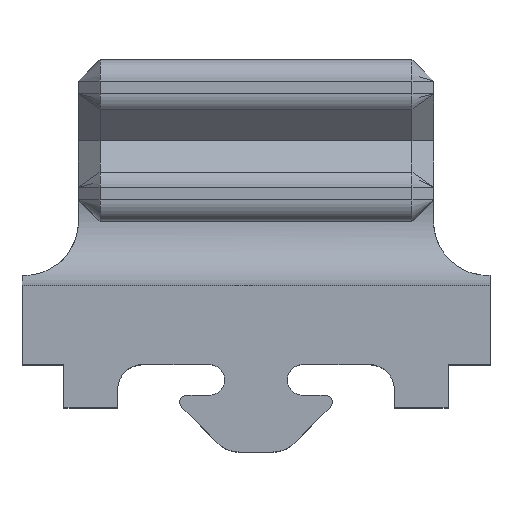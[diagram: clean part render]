
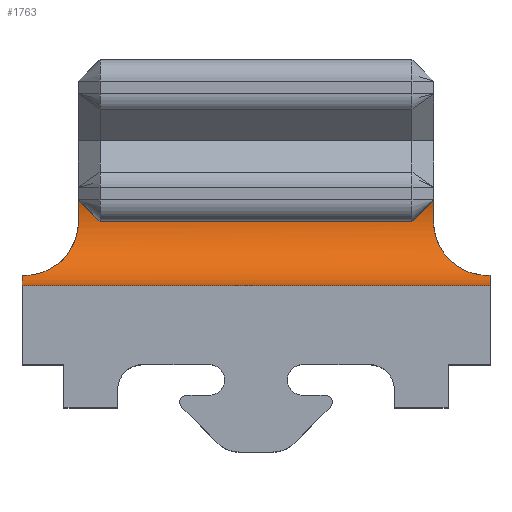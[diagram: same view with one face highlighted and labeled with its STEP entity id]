
A CAD part, top view. The second image highlights one B-rep face of the part: STEP entity #1763.
In plain terms, the highlighted cylindrical face has radius 6 mm (diameter 12 mm), a partial arc.
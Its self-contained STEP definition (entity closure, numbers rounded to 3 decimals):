
#17=B_SPLINE_CURVE_WITH_KNOTS('',3,(#2770,#2771,#2772,#2773,#2774,#2775,
#2776,#2777,#2778,#2779,#2780,#2781,#2782,#2783),.UNSPECIFIED.,.F.,.F.,
(4,2,2,2,2,2,4),(0.814,1.014,1.215,1.423,
1.528,1.632,1.656),.UNSPECIFIED.);
#18=B_SPLINE_CURVE_WITH_KNOTS('',3,(#2791,#2792,#2793,#2794,#2795,#2796,
#2797,#2798,#2799,#2800,#2801,#2802,#2803,#2804,#2805),.UNSPECIFIED.,.F.,
 .F.,(4,3,2,2,2,2,4),(3.241,3.264,3.369,
3.473,3.682,3.882,4.083),
 .UNSPECIFIED.);
#31=CYLINDRICAL_SURFACE('',#1910,6.);
#52=ELLIPSE('',#1862,8.485,6.);
#53=ELLIPSE('',#1881,8.485,6.);
#66=CIRCLE('',#1893,6.);
#67=CIRCLE('',#1896,6.);
#80=CIRCLE('',#1911,6.);
#81=CIRCLE('',#1912,6.);
#176=FACE_OUTER_BOUND('',#285,.T.);
#285=EDGE_LOOP('',(#1317,#1318,#1319,#1320,#1321,#1322,#1323,#1324,#1325,
#1326,#1327,#1328));
#397=LINE('',#2652,#584);
#422=LINE('',#2706,#609);
#441=LINE('',#2787,#628);
#442=LINE('',#2806,#629);
#584=VECTOR('',#2118,10.);
#609=VECTOR('',#2173,10.);
#628=VECTOR('',#2226,10.);
#629=VECTOR('',#2229,10.);
#751=VERTEX_POINT('',#2605);
#752=VERTEX_POINT('',#2606);
#763=VERTEX_POINT('',#2651);
#764=VERTEX_POINT('',#2655);
#772=VERTEX_POINT('',#2693);
#775=VERTEX_POINT('',#2700);
#777=VERTEX_POINT('',#2704);
#806=VERTEX_POINT('',#2769);
#807=VERTEX_POINT('',#2784);
#808=VERTEX_POINT('',#2786);
#809=VERTEX_POINT('',#2788);
#810=VERTEX_POINT('',#2790);
#909=EDGE_CURVE('',#751,#752,#52,.F.);
#932=EDGE_CURVE('',#763,#752,#397,.T.);
#934=EDGE_CURVE('',#764,#763,#53,.T.);
#953=EDGE_CURVE('',#772,#764,#66,.T.);
#959=EDGE_CURVE('',#775,#777,#422,.T.);
#961=EDGE_CURVE('',#751,#775,#67,.T.);
#991=EDGE_CURVE('',#806,#777,#17,.F.);
#992=EDGE_CURVE('',#807,#806,#80,.T.);
#993=EDGE_CURVE('',#807,#808,#441,.T.);
#994=EDGE_CURVE('',#809,#808,#81,.T.);
#995=EDGE_CURVE('',#809,#810,#18,.T.);
#996=EDGE_CURVE('',#810,#772,#442,.T.);
#1317=ORIENTED_EDGE('',*,*,#991,.F.);
#1318=ORIENTED_EDGE('',*,*,#992,.F.);
#1319=ORIENTED_EDGE('',*,*,#993,.T.);
#1320=ORIENTED_EDGE('',*,*,#994,.F.);
#1321=ORIENTED_EDGE('',*,*,#995,.T.);
#1322=ORIENTED_EDGE('',*,*,#996,.T.);
#1323=ORIENTED_EDGE('',*,*,#953,.T.);
#1324=ORIENTED_EDGE('',*,*,#934,.T.);
#1325=ORIENTED_EDGE('',*,*,#932,.T.);
#1326=ORIENTED_EDGE('',*,*,#909,.F.);
#1327=ORIENTED_EDGE('',*,*,#961,.T.);
#1328=ORIENTED_EDGE('',*,*,#959,.T.);
#1763=ADVANCED_FACE('',(#176),#31,.F.);
#1862=AXIS2_PLACEMENT_3D('',#2607,#2066,#2067);
#1881=AXIS2_PLACEMENT_3D('',#2656,#2122,#2123);
#1893=AXIS2_PLACEMENT_3D('',#2694,#2164,#2165);
#1896=AXIS2_PLACEMENT_3D('',#2709,#2177,#2178);
#1910=AXIS2_PLACEMENT_3D('',#2768,#2222,#2223);
#1911=AXIS2_PLACEMENT_3D('',#2785,#2224,#2225);
#1912=AXIS2_PLACEMENT_3D('',#2789,#2227,#2228);
#2066=DIRECTION('center_axis',(0.707,0.707,0.));
#2067=DIRECTION('ref_axis',(0.707,-0.707,0.));
#2118=DIRECTION('',(-1.,0.,0.));
#2122=DIRECTION('center_axis',(-0.707,0.707,0.));
#2123=DIRECTION('ref_axis',(-0.707,-0.707,0.));
#2164=DIRECTION('center_axis',(1.,0.,0.));
#2165=DIRECTION('ref_axis',(0.,-0.707,-0.707));
#2173=DIRECTION('',(-1.,0.,0.));
#2177=DIRECTION('center_axis',(-1.,0.,0.));
#2178=DIRECTION('ref_axis',(0.,-0.707,-0.707));
#2222=DIRECTION('center_axis',(-1.,0.,0.));
#2223=DIRECTION('ref_axis',(0.,-0.707,-0.707));
#2224=DIRECTION('center_axis',(1.,0.,0.));
#2225=DIRECTION('ref_axis',(0.,-0.707,-0.707));
#2226=DIRECTION('',(1.,0.,0.));
#2227=DIRECTION('center_axis',(-1.,0.,0.));
#2228=DIRECTION('ref_axis',(0.,-0.707,-0.707));
#2229=DIRECTION('',(-1.,0.,0.));
#2605=CARTESIAN_POINT('',(-16.49,28.143,46.332));
#2606=CARTESIAN_POINT('',(-14.49,26.143,46.));
#2607=CARTESIAN_POINT('Origin',(-14.522,26.175,52.));
#2651=CARTESIAN_POINT('',(14.49,26.143,46.));
#2652=CARTESIAN_POINT('',(4.618,26.143,46.));
#2655=CARTESIAN_POINT('',(16.49,28.143,46.332));
#2656=CARTESIAN_POINT('Origin',(14.522,26.175,52.));
#2693=CARTESIAN_POINT('',(16.49,26.143,46.));
#2694=CARTESIAN_POINT('Origin',(16.49,26.175,52.));
#2700=CARTESIAN_POINT('',(-16.49,26.143,46.));
#2704=CARTESIAN_POINT('',(-16.5,26.143,46.));
#2706=CARTESIAN_POINT('',(4.618,26.143,46.));
#2709=CARTESIAN_POINT('Origin',(-16.49,26.175,52.));
#2768=CARTESIAN_POINT('Origin',(4.618,26.175,52.));
#2769=CARTESIAN_POINT('',(-21.737,21.148,48.724));
#2770=CARTESIAN_POINT('Ctrl Pts',(-16.5,26.143,46.));
#2771=CARTESIAN_POINT('Ctrl Pts',(-16.5,25.475,46.004));
#2772=CARTESIAN_POINT('Ctrl Pts',(-16.641,24.787,46.127));
#2773=CARTESIAN_POINT('Ctrl Pts',(-17.166,23.562,46.56));
#2774=CARTESIAN_POINT('Ctrl Pts',(-17.548,23.023,46.868));
#2775=CARTESIAN_POINT('Ctrl Pts',(-18.403,22.169,47.5));
#2776=CARTESIAN_POINT('Ctrl Pts',(-18.942,21.797,47.877));
#2777=CARTESIAN_POINT('Ctrl Pts',(-19.841,21.414,48.342));
#2778=CARTESIAN_POINT('Ctrl Pts',(-20.157,21.315,48.48));
#2779=CARTESIAN_POINT('Ctrl Pts',(-20.812,21.179,48.675));
#2780=CARTESIAN_POINT('Ctrl Pts',(-21.152,21.143,48.733));
#2781=CARTESIAN_POINT('Ctrl Pts',(-21.579,21.143,48.733));
#2782=CARTESIAN_POINT('Ctrl Pts',(-21.658,21.144,48.73));
#2783=CARTESIAN_POINT('Ctrl Pts',(-21.737,21.148,48.724));
#2784=CARTESIAN_POINT('',(-21.737,20.175,52.));
#2785=CARTESIAN_POINT('Origin',(-21.737,26.175,52.));
#2786=CARTESIAN_POINT('',(21.737,20.175,52.));
#2787=CARTESIAN_POINT('',(4.618,20.175,52.));
#2788=CARTESIAN_POINT('',(21.737,21.148,48.724));
#2789=CARTESIAN_POINT('Origin',(21.737,26.175,52.));
#2790=CARTESIAN_POINT('',(16.5,26.143,46.));
#2791=CARTESIAN_POINT('Ctrl Pts',(21.737,21.148,48.724));
#2792=CARTESIAN_POINT('Ctrl Pts',(21.658,21.144,48.73));
#2793=CARTESIAN_POINT('Ctrl Pts',(21.579,21.143,48.733));
#2794=CARTESIAN_POINT('Ctrl Pts',(21.5,21.143,48.733));
#2795=CARTESIAN_POINT('Ctrl Pts',(21.152,21.143,48.733));
#2796=CARTESIAN_POINT('Ctrl Pts',(20.812,21.179,48.675));
#2797=CARTESIAN_POINT('Ctrl Pts',(20.157,21.315,48.48));
#2798=CARTESIAN_POINT('Ctrl Pts',(19.841,21.414,48.342));
#2799=CARTESIAN_POINT('Ctrl Pts',(18.942,21.797,47.877));
#2800=CARTESIAN_POINT('Ctrl Pts',(18.403,22.169,47.5));
#2801=CARTESIAN_POINT('Ctrl Pts',(17.548,23.023,46.868));
#2802=CARTESIAN_POINT('Ctrl Pts',(17.166,23.562,46.56));
#2803=CARTESIAN_POINT('Ctrl Pts',(16.641,24.787,46.127));
#2804=CARTESIAN_POINT('Ctrl Pts',(16.5,25.475,46.004));
#2805=CARTESIAN_POINT('Ctrl Pts',(16.5,26.143,46.));
#2806=CARTESIAN_POINT('',(4.618,26.143,46.));
